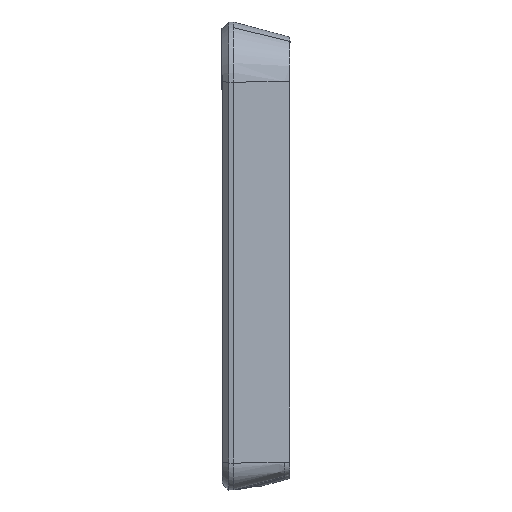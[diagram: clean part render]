
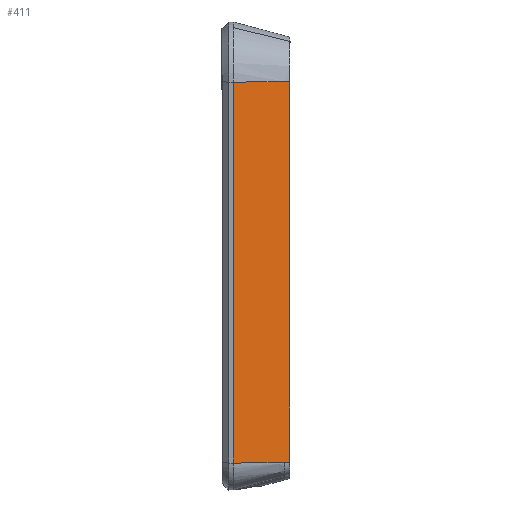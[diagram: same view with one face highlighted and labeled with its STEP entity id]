
A CAD part, left-side view. The second image highlights one B-rep face of the part: STEP entity #411.
In plain terms, the highlighted planar face has unit normal (-0.964, -0.259, -0.061).
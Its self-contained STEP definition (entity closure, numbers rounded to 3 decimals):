
#30 = CARTESIAN_POINT ( 'NONE',  ( -36.352, -0.667, -81.188 ) ) ;
#95 = DIRECTION ( 'NONE',  ( -0.259, 0.966, 0. ) ) ;
#117 = CARTESIAN_POINT ( 'NONE',  ( -38.911, 8.9, -81.348 ) ) ;
#382 = EDGE_CURVE ( 'NONE', #9842, #4866, #5247, .T. ) ;
#387 = B_SPLINE_CURVE_WITH_KNOTS ( 'NONE', 3,
 ( #5968, #2022, #576, #3622 ),
 .UNSPECIFIED., .F., .F.,
 ( 4, 4 ),
 ( 0., 1. ),
 .UNSPECIFIED. ) ;
#411 = ADVANCED_FACE ( 'NONE', ( #6042 ), #9868, .F. ) ;
#576 = CARTESIAN_POINT ( 'NONE',  ( -41.719, 8.9, -36.91 ) ) ;
#592 = B_SPLINE_CURVE_WITH_KNOTS ( 'NONE', 3,
 ( #9345, #5524, #974, #6334 ),
 .UNSPECIFIED., .F., .F.,
 ( 4, 4 ),
 ( 0., 0. ),
 .UNSPECIFIED. ) ;
#650 = ORIENTED_EDGE ( 'NONE', *, *, #7387, .F. ) ;
#686 = CARTESIAN_POINT ( 'NONE',  ( -43.123, 8.9, -14.697 ) ) ;
#826 = CARTESIAN_POINT ( 'NONE',  ( -37.721, 4.454, -81.28 ) ) ;
#842 = LINE ( 'NONE', #9368, #5485 ) ;
#883 = CARTESIAN_POINT ( 'NONE',  ( -36.532, 0.005, -81.202 ) ) ;
#974 = CARTESIAN_POINT ( 'NONE',  ( -38.91, 8.9, -81.351 ) ) ;
#996 = EDGE_CURVE ( 'NONE', #1833, #3712, #3455, .T. ) ;
#1149 = EDGE_CURVE ( 'NONE', #3712, #7427, #7522, .T. ) ;
#1385 = CARTESIAN_POINT ( 'NONE',  ( -40.476, -1., -14.53 ) ) ;
#1386 = CARTESIAN_POINT ( 'NONE',  ( -36.53, 0., -81.2 ) ) ;
#1466 = CARTESIAN_POINT ( 'NONE',  ( -38.911, 8.9, -81.337 ) ) ;
#1833 = VERTEX_POINT ( 'NONE', #5282 ) ;
#2022 = CARTESIAN_POINT ( 'NONE',  ( -40.315, 8.9, -59.124 ) ) ;
#2108 = CARTESIAN_POINT ( 'NONE',  ( -40.565, -0.667, -14.536 ) ) ;
#2580 = CARTESIAN_POINT ( 'NONE',  ( -43.123, 8.9, -14.697 ) ) ;
#2778 = CARTESIAN_POINT ( 'NONE',  ( -40.743, 0., -14.547 ) ) ;
#2880 = EDGE_LOOP ( 'NONE', ( #8063, #2914, #3502, #5910, #4794, #8219, #7094, #9696, #650 ) ) ;
#2914 = ORIENTED_EDGE ( 'NONE', *, *, #1149, .T. ) ;
#2947 = CARTESIAN_POINT ( 'NONE',  ( -38.91, 8.9, -81.359 ) ) ;
#2984 = CARTESIAN_POINT ( 'NONE',  ( -36.53, 0., -81.2 ) ) ;
#3136 = CARTESIAN_POINT ( 'NONE',  ( -37.325, 2.972, -81.254 ) ) ;
#3455 = B_SPLINE_CURVE_WITH_KNOTS ( 'NONE', 3,
 ( #7733, #3833, #6884, #826, #3136, #9147, #6936, #883, #3933, #2984 ),
 .UNSPECIFIED., .F., .F.,
 ( 4, 3, 3, 4 ),
 ( 0.001, 0.006, 0.01, 0.01 ),
 .UNSPECIFIED. ) ;
#3488 = CARTESIAN_POINT ( 'NONE',  ( -36.263, -1., -81.182 ) ) ;
#3502 = ORIENTED_EDGE ( 'NONE', *, *, #8818, .T. ) ;
#3622 = CARTESIAN_POINT ( 'NONE',  ( -43.123, 8.9, -14.697 ) ) ;
#3712 = VERTEX_POINT ( 'NONE', #4375 ) ;
#3784 = EDGE_CURVE ( 'NONE', #7220, #4866, #387, .T. ) ;
#3833 = CARTESIAN_POINT ( 'NONE',  ( -38.514, 7.418, -81.333 ) ) ;
#3841 = CARTESIAN_POINT ( 'NONE',  ( -41.536, 2.967, -14.597 ) ) ;
#3933 = CARTESIAN_POINT ( 'NONE',  ( -36.531, 0.003, -81.202 ) ) ;
#3942 = CARTESIAN_POINT ( 'NONE',  ( -42.33, 5.933, -14.647 ) ) ;
#4341 = CARTESIAN_POINT ( 'NONE',  ( -38.91, 8.9, -81.359 ) ) ;
#4375 = CARTESIAN_POINT ( 'NONE',  ( -36.53, 0., -81.2 ) ) ;
#4794 = ORIENTED_EDGE ( 'NONE', *, *, #382, .T. ) ;
#4866 = VERTEX_POINT ( 'NONE', #2580 ) ;
#4955 = CARTESIAN_POINT ( 'NONE',  ( -40.476, -1., -14.53 ) ) ;
#5247 = B_SPLINE_CURVE_WITH_KNOTS ( 'NONE', 3,
 ( #7746, #3841, #3942, #686 ),
 .UNSPECIFIED., .F., .F.,
 ( 4, 4 ),
 ( 0., 1. ),
 .UNSPECIFIED. ) ;
#5254 = CARTESIAN_POINT ( 'NONE',  ( -38.911, 8.9, -81.34 ) ) ;
#5282 = CARTESIAN_POINT ( 'NONE',  ( -38.91, 8.9, -81.359 ) ) ;
#5485 = VECTOR ( 'NONE', #9413, 1000. ) ;
#5524 = CARTESIAN_POINT ( 'NONE',  ( -38.91, 8.9, -81.355 ) ) ;
#5560 = EDGE_CURVE ( 'NONE', #9760, #9842, #7142, .T. ) ;
#5860 = CARTESIAN_POINT ( 'NONE',  ( -40.743, 0., -14.547 ) ) ;
#5909 = CARTESIAN_POINT ( 'NONE',  ( -40.654, -0.333, -14.541 ) ) ;
#5910 = ORIENTED_EDGE ( 'NONE', *, *, #5560, .T. ) ;
#5968 = CARTESIAN_POINT ( 'NONE',  ( -38.911, 8.9, -81.337 ) ) ;
#6031 = CARTESIAN_POINT ( 'NONE',  ( -36.441, -0.333, -81.193 ) ) ;
#6042 = FACE_OUTER_BOUND ( 'NONE', #2880, .T. ) ;
#6186 = EDGE_CURVE ( 'NONE', #9309, #6895, #592, .T. ) ;
#6334 = CARTESIAN_POINT ( 'NONE',  ( -38.911, 8.9, -81.348 ) ) ;
#6652 = CARTESIAN_POINT ( 'NONE',  ( -38.911, 8.9, -81.348 ) ) ;
#6760 = CARTESIAN_POINT ( 'NONE',  ( -38.911, 8.9, -81.344 ) ) ;
#6884 = CARTESIAN_POINT ( 'NONE',  ( -38.117, 5.936, -81.307 ) ) ;
#6895 = VERTEX_POINT ( 'NONE', #6652 ) ;
#6936 = CARTESIAN_POINT ( 'NONE',  ( -36.532, 0.008, -81.202 ) ) ;
#6993 = CARTESIAN_POINT ( 'NONE',  ( -35.627, -1., -91.252 ) ) ;
#7094 = ORIENTED_EDGE ( 'NONE', *, *, #9573, .F. ) ;
#7142 = B_SPLINE_CURVE_WITH_KNOTS ( 'NONE', 3,
 ( #4955, #2108, #5909, #5860 ),
 .UNSPECIFIED., .F., .F.,
 ( 4, 4 ),
 ( 0., 1. ),
 .UNSPECIFIED. ) ;
#7220 = VERTEX_POINT ( 'NONE', #7297 ) ;
#7271 = AXIS2_PLACEMENT_3D ( 'NONE', #6993, #9305, #95 ) ;
#7297 = CARTESIAN_POINT ( 'NONE',  ( -38.911, 8.9, -81.337 ) ) ;
#7387 = EDGE_CURVE ( 'NONE', #1833, #9309, #8157, .T. ) ;
#7427 = VERTEX_POINT ( 'NONE', #9720 ) ;
#7522 = B_SPLINE_CURVE_WITH_KNOTS ( 'NONE', 3,
 ( #1386, #6031, #30, #3488 ),
 .UNSPECIFIED., .F., .F.,
 ( 4, 4 ),
 ( 0., 0.001 ),
 .UNSPECIFIED. ) ;
#7733 = CARTESIAN_POINT ( 'NONE',  ( -38.91, 8.9, -81.359 ) ) ;
#7746 = CARTESIAN_POINT ( 'NONE',  ( -40.743, 0., -14.547 ) ) ;
#8063 = ORIENTED_EDGE ( 'NONE', *, *, #996, .T. ) ;
#8157 = B_SPLINE_CURVE_WITH_KNOTS ( 'NONE', 3,
 ( #8265, #4341, #2947, #9068 ),
 .UNSPECIFIED., .F., .F.,
 ( 4, 4 ),
 ( 0.997, 0.997 ),
 .UNSPECIFIED. ) ;
#8200 = B_SPLINE_CURVE_WITH_KNOTS ( 'NONE', 3,
 ( #117, #6760, #5254, #1466 ),
 .UNSPECIFIED., .F., .F.,
 ( 4, 4 ),
 ( 0., 1. ),
 .UNSPECIFIED. ) ;
#8219 = ORIENTED_EDGE ( 'NONE', *, *, #3784, .F. ) ;
#8265 = CARTESIAN_POINT ( 'NONE',  ( -38.91, 8.9, -81.359 ) ) ;
#8665 = CARTESIAN_POINT ( 'NONE',  ( -38.91, 8.9, -81.359 ) ) ;
#8818 = EDGE_CURVE ( 'NONE', #7427, #9760, #842, .T. ) ;
#9068 = CARTESIAN_POINT ( 'NONE',  ( -38.91, 8.9, -81.359 ) ) ;
#9147 = CARTESIAN_POINT ( 'NONE',  ( -36.929, 1.49, -81.228 ) ) ;
#9305 = DIRECTION ( 'NONE',  ( 0.964, 0.259, 0.061 ) ) ;
#9309 = VERTEX_POINT ( 'NONE', #8665 ) ;
#9345 = CARTESIAN_POINT ( 'NONE',  ( -38.91, 8.9, -81.359 ) ) ;
#9368 = CARTESIAN_POINT ( 'NONE',  ( -41.229, -1., -2.606 ) ) ;
#9413 = DIRECTION ( 'NONE',  ( -0.063, 0., 0.998 ) ) ;
#9573 = EDGE_CURVE ( 'NONE', #6895, #7220, #8200, .T. ) ;
#9696 = ORIENTED_EDGE ( 'NONE', *, *, #6186, .F. ) ;
#9720 = CARTESIAN_POINT ( 'NONE',  ( -36.263, -1., -81.182 ) ) ;
#9760 = VERTEX_POINT ( 'NONE', #1385 ) ;
#9842 = VERTEX_POINT ( 'NONE', #2778 ) ;
#9868 = PLANE ( 'NONE',  #7271 ) ;
